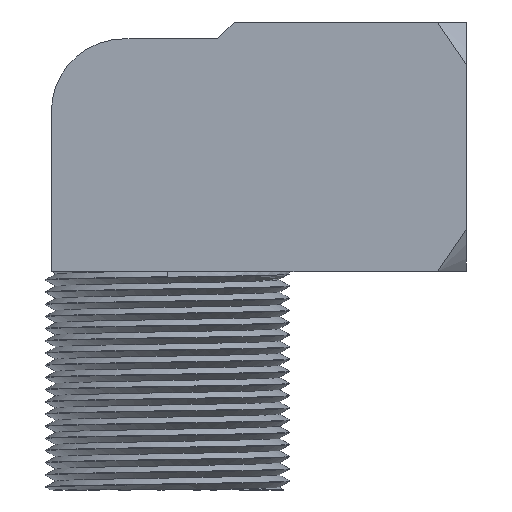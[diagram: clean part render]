
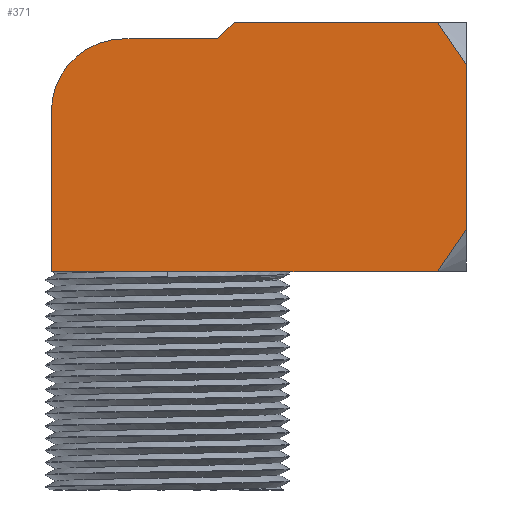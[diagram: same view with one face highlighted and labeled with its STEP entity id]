
A CAD part, left-side view. The second image highlights one B-rep face of the part: STEP entity #371.
In plain terms, the highlighted planar face has unit normal (-1, 0, 0).
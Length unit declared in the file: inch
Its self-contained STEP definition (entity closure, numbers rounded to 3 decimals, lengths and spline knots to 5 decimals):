
#249 = LINE ( 'NONE', #1270, #282 ) ;
#282 = VECTOR ( 'NONE', #2131, 39.37008 ) ;
#371 = ADVANCED_FACE ( 'NONE', ( #1788 ), #4031, .F. ) ;
#391 = EDGE_CURVE ( 'NONE', #3656, #3661, #2229, .T. ) ;
#464 = LINE ( 'NONE', #3982, #485 ) ;
#485 = VECTOR ( 'NONE', #3184, 39.37008 ) ;
#594 = CARTESIAN_POINT ( 'NONE',  ( -0.428, 0., 0.14492 ) ) ;
#679 = CARTESIAN_POINT ( 'NONE',  ( -0.428, 0.8, 0.86 ) ) ;
#872 = LINE ( 'NONE', #2164, #886 ) ;
#886 = VECTOR ( 'NONE', #1729, 39.37008 ) ;
#902 = VECTOR ( 'NONE', #3643, 39.37008 ) ;
#926 = LINE ( 'NONE', #679, #902 ) ;
#993 = CARTESIAN_POINT ( 'NONE',  ( -0.428, 0.1, 0. ) ) ;
#994 = CARTESIAN_POINT ( 'NONE',  ( -0.428, 0.03095, 0.095 ) ) ;
#1040 = VECTOR ( 'NONE', #5165, 39.37008 ) ;
#1061 = LINE ( 'NONE', #3588, #1040 ) ;
#1066 = LINE ( 'NONE', #3985, #1099 ) ;
#1099 = VECTOR ( 'NONE', #3971, 39.37008 ) ;
#1270 = CARTESIAN_POINT ( 'NONE',  ( -0.428, 0.858, 0.802 ) ) ;
#1371 = CIRCLE ( 'NONE', #4624, 0.25 ) ;
#1466 = AXIS2_PLACEMENT_3D ( 'NONE', #4404, #3239, #3165 ) ;
#1471 = CARTESIAN_POINT ( 'NONE',  ( -0.428, 0.1, 0.86 ) ) ;
#1612 = DIRECTION ( 'NONE',  ( -1., 0., 0. ) ) ;
#1729 = DIRECTION ( 'NONE',  ( 0., 0., -1. ) ) ;
#1788 = FACE_OUTER_BOUND ( 'NONE', #2249, .T. ) ;
#1815 = EDGE_CURVE ( 'NONE', #4693, #3394, #1371, .T. ) ;
#1867 = CARTESIAN_POINT ( 'NONE',  ( -0.428, 0.02976, 0.76549 ) ) ;
#1918 = CARTESIAN_POINT ( 'NONE',  ( -0.428, 0., 0.14492 ) ) ;
#2131 = DIRECTION ( 'NONE',  ( 0., -1., 0. ) ) ;
#2164 = CARTESIAN_POINT ( 'NONE',  ( -0.428, 1.43, 0.86 ) ) ;
#2229 = B_SPLINE_CURVE_WITH_KNOTS ( 'NONE', 3,
 ( #1918, #2340, #994, #2799, #2783, #2357 ),
 .UNSPECIFIED., .F., .F.,
 ( 4, 2, 4 ),
 ( 0.03807, 0.04032, 0.04256 ),
 .UNSPECIFIED. ) ;
#2249 = EDGE_LOOP ( 'NONE', ( #3649, #3794, #4182, #3401, #2255, #4008, #3032, #2536, #3182 ) ) ;
#2255 = ORIENTED_EDGE ( 'NONE', *, *, #1815, .T. ) ;
#2262 = EDGE_CURVE ( 'NONE', #2360, #3661, #1066, .T. ) ;
#2304 = CARTESIAN_POINT ( 'NONE',  ( -0.428, 0.06396, 0.81362 ) ) ;
#2323 = EDGE_CURVE ( 'NONE', #3775, #3612, #4899, .T. ) ;
#2340 = CARTESIAN_POINT ( 'NONE',  ( -0.428, 0.01489, 0.11969 ) ) ;
#2357 = CARTESIAN_POINT ( 'NONE',  ( -0.428, 0.1, 0. ) ) ;
#2360 = VERTEX_POINT ( 'NONE', #3188 ) ;
#2365 = CARTESIAN_POINT ( 'NONE',  ( -0.428, 1.43, 0.552 ) ) ;
#2367 = EDGE_CURVE ( 'NONE', #3612, #3656, #1061, .T. ) ;
#2509 = EDGE_CURVE ( 'NONE', #3025, #3668, #926, .T. ) ;
#2536 = ORIENTED_EDGE ( 'NONE', *, *, #391, .F. ) ;
#2630 = CARTESIAN_POINT ( 'NONE',  ( -0.428, 0.858, 0.802 ) ) ;
#2748 = CARTESIAN_POINT ( 'NONE',  ( -0.428, 0., 0.71508 ) ) ;
#2783 = CARTESIAN_POINT ( 'NONE',  ( -0.428, 0.08204, 0.02311 ) ) ;
#2799 = CARTESIAN_POINT ( 'NONE',  ( -0.428, 0.06456, 0.04666 ) ) ;
#3025 = VERTEX_POINT ( 'NONE', #2630 ) ;
#3032 = ORIENTED_EDGE ( 'NONE', *, *, #2262, .T. ) ;
#3165 = DIRECTION ( 'NONE',  ( 0., 0., -1. ) ) ;
#3182 = ORIENTED_EDGE ( 'NONE', *, *, #2367, .F. ) ;
#3184 = DIRECTION ( 'NONE',  ( 0., -1., 0. ) ) ;
#3188 = CARTESIAN_POINT ( 'NONE',  ( -0.428, 1.43, 0. ) ) ;
#3239 = DIRECTION ( 'NONE',  ( 1., 0., 0. ) ) ;
#3308 = CARTESIAN_POINT ( 'NONE',  ( -0.428, 1.18, 0.802 ) ) ;
#3346 = EDGE_CURVE ( 'NONE', #3394, #2360, #872, .T. ) ;
#3394 = VERTEX_POINT ( 'NONE', #2365 ) ;
#3401 = ORIENTED_EDGE ( 'NONE', *, *, #4971, .F. ) ;
#3588 = CARTESIAN_POINT ( 'NONE',  ( -0.428, 0., 0.86 ) ) ;
#3612 = VERTEX_POINT ( 'NONE', #4117 ) ;
#3643 = DIRECTION ( 'NONE',  ( 0., -0.707, 0.707 ) ) ;
#3649 = ORIENTED_EDGE ( 'NONE', *, *, #2323, .F. ) ;
#3656 = VERTEX_POINT ( 'NONE', #594 ) ;
#3661 = VERTEX_POINT ( 'NONE', #993 ) ;
#3668 = VERTEX_POINT ( 'NONE', #3964 ) ;
#3775 = VERTEX_POINT ( 'NONE', #1471 ) ;
#3794 = ORIENTED_EDGE ( 'NONE', *, *, #4519, .F. ) ;
#3964 = CARTESIAN_POINT ( 'NONE',  ( -0.428, 0.8, 0.86 ) ) ;
#3971 = DIRECTION ( 'NONE',  ( 0., -1., 0. ) ) ;
#3982 = CARTESIAN_POINT ( 'NONE',  ( -0.428, 1.43, 0.86 ) ) ;
#3985 = CARTESIAN_POINT ( 'NONE',  ( -0.428, 1.43, 0. ) ) ;
#4008 = ORIENTED_EDGE ( 'NONE', *, *, #3346, .T. ) ;
#4031 = PLANE ( 'NONE',  #1466 ) ;
#4117 = CARTESIAN_POINT ( 'NONE',  ( -0.428, 0., 0.71508 ) ) ;
#4138 = CARTESIAN_POINT ( 'NONE',  ( -0.428, 1.18, 0.552 ) ) ;
#4182 = ORIENTED_EDGE ( 'NONE', *, *, #2509, .F. ) ;
#4404 = CARTESIAN_POINT ( 'NONE',  ( -0.428, 1.43, 0.86 ) ) ;
#4511 = DIRECTION ( 'NONE',  ( 0., 0., -1. ) ) ;
#4519 = EDGE_CURVE ( 'NONE', #3668, #3775, #464, .T. ) ;
#4624 = AXIS2_PLACEMENT_3D ( 'NONE', #4138, #1612, #4511 ) ;
#4693 = VERTEX_POINT ( 'NONE', #3308 ) ;
#4899 = B_SPLINE_CURVE_WITH_KNOTS ( 'NONE', 3,
 ( #5150, #2304, #1867, #2748 ),
 .UNSPECIFIED., .F., .F.,
 ( 4, 4 ),
 ( 0.01821, 0.02268 ),
 .UNSPECIFIED. ) ;
#4971 = EDGE_CURVE ( 'NONE', #4693, #3025, #249, .T. ) ;
#5150 = CARTESIAN_POINT ( 'NONE',  ( -0.428, 0.1, 0.86 ) ) ;
#5165 = DIRECTION ( 'NONE',  ( 0., 0., -1. ) ) ;
